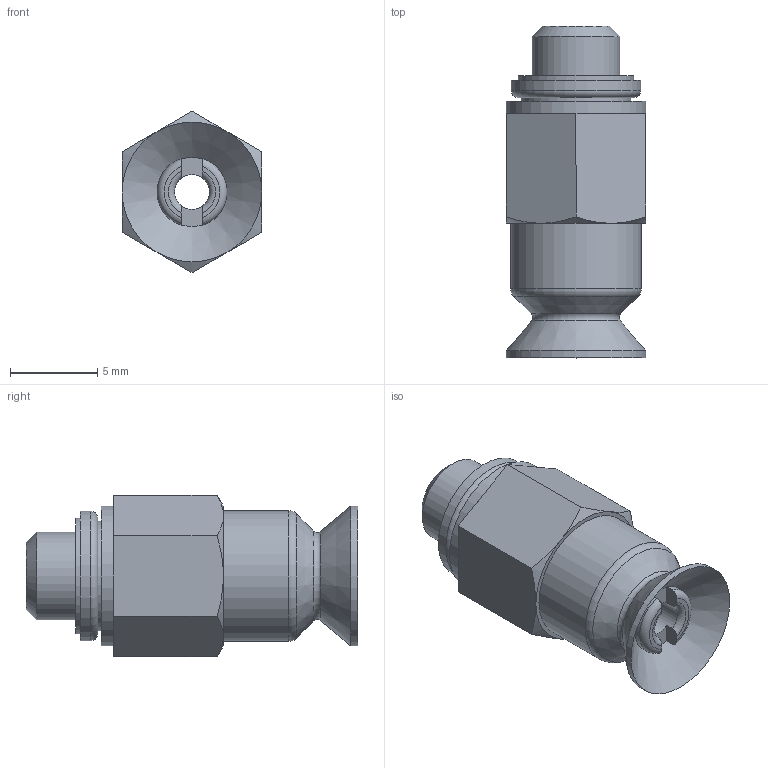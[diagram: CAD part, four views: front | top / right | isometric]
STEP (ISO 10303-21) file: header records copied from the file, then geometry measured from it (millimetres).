
FILE_DESCRIPTION(/* description */ ('STEP AP214'),/* implementation_level */ '2;1');
FILE_NAME(/* name */ '34588_VAS-8-M5-NBR',/* time_stamp */ '2024-09-16T08:35:11+02:00',/* author */ ('License CC BY-ND 4.0'),/* organization */ ('CADENAS'),/* preprocessor_version */ 'ST-DEVELOPER v19.3',/* originating_system */ 'PARTsolutions',/* authorisation */ ' ');
FILE_SCHEMA (('AUTOMOTIVE_DESIGN {1 0 10303 214 3 1 1}'));
Length unit declared in the file: millimetre
Products named in the file (1): 34588 VAS-8-M5-NBR
Bounding box: 8 x 19 x 9.24 mm (x, y, z)
Volume: 696.4 mm3; surface area: 714 mm2
Topology: 1 solids, 1 shells, 53 faces, 122 edges, 75 vertices
Faces by surface type: plane 26, cylinder 10, cone 10, torus 7
Full cylindrical faces by diameter (mm): 2 x1, 5 x1, 6.25 x1, 6.6 x1, 7.4 x1, 7.5 x1, 8 x2
Entity records: 1436 total; most frequent: CARTESIAN_POINT 300, DIRECTION 232, ORIENTED_EDGE 206, EDGE_CURVE 103, AXIS2_PLACEMENT_3D 99, EDGE_LOOP 74, FACE_BOUND 74, VERTEX_POINT 71
